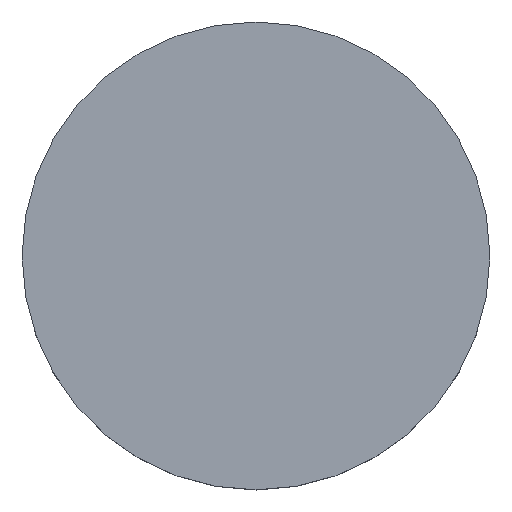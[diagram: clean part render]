
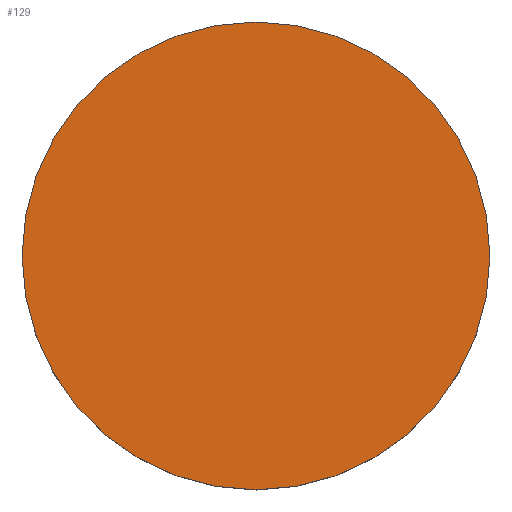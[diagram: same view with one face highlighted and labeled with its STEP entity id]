
A CAD part, top view. The second image highlights one B-rep face of the part: STEP entity #129.
In plain terms, the highlighted planar face has unit normal (0, 0, 1).
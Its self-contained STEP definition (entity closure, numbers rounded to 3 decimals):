
#26 = VERTEX_POINT ( 'NONE', #156 ) ;
#34 = CIRCLE ( 'NONE', #88, 6.35 ) ;
#47 = VERTEX_POINT ( 'NONE', #100 ) ;
#53 = DIRECTION ( 'NONE',  ( 0., 0., -1. ) ) ;
#69 = CARTESIAN_POINT ( 'NONE',  ( 0., 0., 3. ) ) ;
#81 = DIRECTION ( 'NONE',  ( 0., 0., -1. ) ) ;
#88 = AXIS2_PLACEMENT_3D ( 'NONE', #69, #81, #104 ) ;
#89 = EDGE_LOOP ( 'NONE', ( #208, #188 ) ) ;
#100 = CARTESIAN_POINT ( 'NONE',  ( 0., -6.35, 3. ) ) ;
#101 = AXIS2_PLACEMENT_3D ( 'NONE', #160, #144, #117 ) ;
#104 = DIRECTION ( 'NONE',  ( 0., -1., 0. ) ) ;
#117 = DIRECTION ( 'NONE',  ( 1., 0., 0. ) ) ;
#122 = EDGE_CURVE ( 'NONE', #26, #47, #182, .T. ) ;
#128 = AXIS2_PLACEMENT_3D ( 'NONE', #159, #53, #195 ) ;
#129 = ADVANCED_FACE ( 'NONE', ( #152 ), #161, .T. ) ;
#134 = EDGE_CURVE ( 'NONE', #47, #26, #34, .T. ) ;
#144 = DIRECTION ( 'NONE',  ( 0., 0., 1. ) ) ;
#152 = FACE_OUTER_BOUND ( 'NONE', #89, .T. ) ;
#156 = CARTESIAN_POINT ( 'NONE',  ( 0., 6.35, 3. ) ) ;
#159 = CARTESIAN_POINT ( 'NONE',  ( 0., 0., 3. ) ) ;
#160 = CARTESIAN_POINT ( 'NONE',  ( 0., 13.158, 3. ) ) ;
#161 = PLANE ( 'NONE',  #101 ) ;
#182 = CIRCLE ( 'NONE', #128, 6.35 ) ;
#188 = ORIENTED_EDGE ( 'NONE', *, *, #122, .F. ) ;
#195 = DIRECTION ( 'NONE',  ( 0., -1., 0. ) ) ;
#208 = ORIENTED_EDGE ( 'NONE', *, *, #134, .F. ) ;
